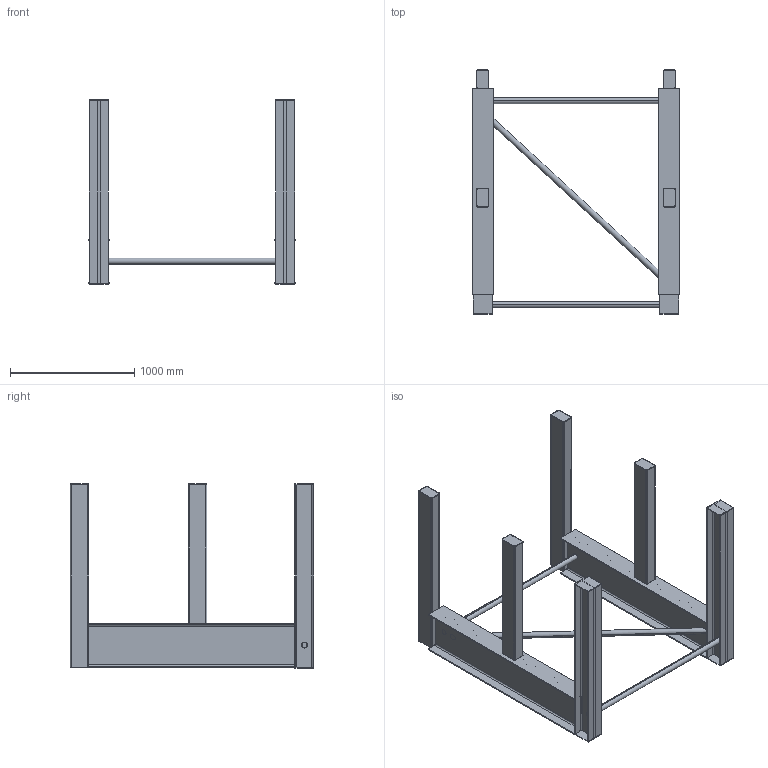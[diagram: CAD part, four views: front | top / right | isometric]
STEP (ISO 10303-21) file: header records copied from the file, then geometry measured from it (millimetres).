
FILE_DESCRIPTION (( 'STEP AP203' ), '1' );
FILE_NAME ('WEST WALL RACK_REV_.step', '2026-01-12T23:57:54', ( '' ), ( '' ), 'SwSTEP 2.0', 'SolidWorks 2025', '' );
FILE_SCHEMA (( 'CONFIG_CONTROL_DESIGN' ));
Length unit declared in the file: millimetre
Products named in the file (1): WEST WALL RACK_REV_
Bounding box: 1671 x 1960 x 1482 mm (x, y, z)
Volume: 40588254 mm3; surface area: 13759985 mm2
Topology: 19 solids, 19 shells, 226 faces, 564 edges, 376 vertices
Faces by surface type: plane 150, cylinder 76
Entity records: 6801 total; most frequent: CARTESIAN_POINT 1191, DIRECTION 1154, ORIENTED_EDGE 1128, EDGE_CURVE 564, LINE 412, VECTOR 412, VERTEX_POINT 376, AXIS2_PLACEMENT_3D 371
